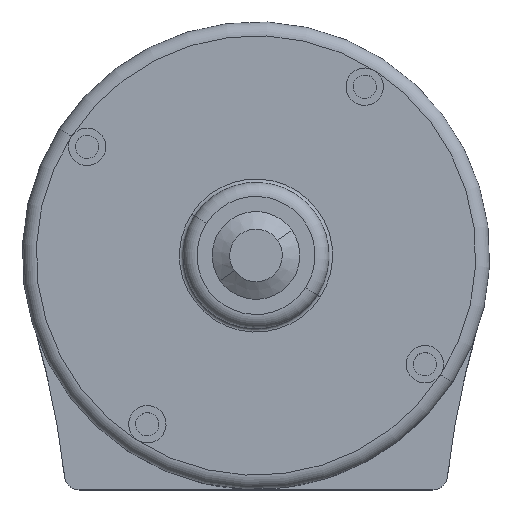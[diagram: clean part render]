
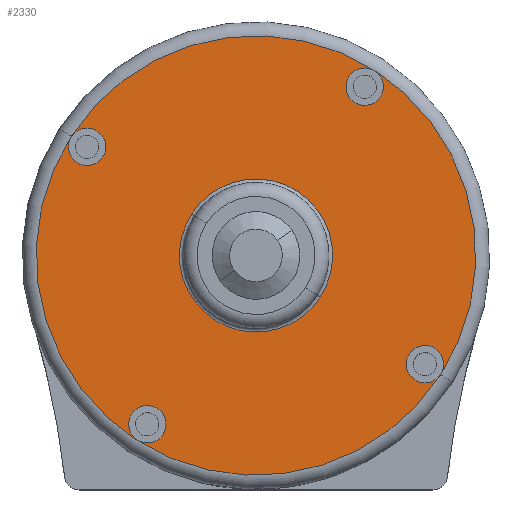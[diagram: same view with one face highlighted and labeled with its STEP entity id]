
A CAD part, top view. The second image highlights one B-rep face of the part: STEP entity #2330.
In plain terms, the highlighted face is planar.
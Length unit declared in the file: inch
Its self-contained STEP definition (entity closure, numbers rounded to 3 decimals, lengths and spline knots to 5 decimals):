
#41 = EDGE_CURVE ( 'NONE', #21763, #4435, #10366, .T. ) ;
#93 = CIRCLE ( 'NONE', #2287, 0.16 ) ;
#391 = DIRECTION ( 'NONE',  ( 0., 0., 1. ) ) ;
#436 = AXIS2_PLACEMENT_3D ( 'NONE', #22904, #4830, #1529 ) ;
#514 = CIRCLE ( 'NONE', #13652, 0.655 ) ;
#616 = CARTESIAN_POINT ( 'NONE',  ( 0.365, 0., 1.88 ) ) ;
#700 = FACE_BOUND ( 'NONE', #17489, .T. ) ;
#1108 = CARTESIAN_POINT ( 'NONE',  ( 0.365, -1.717, 0. ) ) ;
#1230 = CIRCLE ( 'NONE', #14353, 1.88 ) ;
#1260 = ORIENTED_EDGE ( 'NONE', *, *, #1632, .T. ) ;
#1529 = DIRECTION ( 'NONE',  ( 0., 0., 1. ) ) ;
#1632 = EDGE_CURVE ( 'NONE', #10990, #15334, #22957, .T. ) ;
#1695 = VERTEX_POINT ( 'NONE', #22357 ) ;
#1794 = DIRECTION ( 'NONE',  ( 0., 0., 1. ) ) ;
#1889 = CARTESIAN_POINT ( 'NONE',  ( 0.365, 0., 1.7175 ) ) ;
#2164 = ORIENTED_EDGE ( 'NONE', *, *, #41, .F. ) ;
#2287 = AXIS2_PLACEMENT_3D ( 'NONE', #7034, #19712, #3626 ) ;
#2330 = ADVANCED_FACE ( 'NONE', ( #18657, #9390, #700, #13155, #21822, #11037 ), #16556, .F. ) ;
#3221 = CARTESIAN_POINT ( 'NONE',  ( 0.365, 0., 0. ) ) ;
#3235 = AXIS2_PLACEMENT_3D ( 'NONE', #10364, #21385, #19520 ) ;
#3626 = DIRECTION ( 'NONE',  ( 0., 0., 1. ) ) ;
#3628 = CARTESIAN_POINT ( 'NONE',  ( 0.365, 0., -1.7175 ) ) ;
#3690 = CIRCLE ( 'NONE', #21686, 0.16 ) ;
#3781 = VERTEX_POINT ( 'NONE', #11217 ) ;
#3827 = AXIS2_PLACEMENT_3D ( 'NONE', #18242, #11557, #391 ) ;
#3868 = DIRECTION ( 'NONE',  ( 1., 0., 0. ) ) ;
#4060 = ORIENTED_EDGE ( 'NONE', *, *, #15706, .F. ) ;
#4435 = VERTEX_POINT ( 'NONE', #17181 ) ;
#4727 = CIRCLE ( 'NONE', #9197, 0.16 ) ;
#4771 = ORIENTED_EDGE ( 'NONE', *, *, #12106, .F. ) ;
#4830 = DIRECTION ( 'NONE',  ( -1., 0., 0. ) ) ;
#5216 = EDGE_CURVE ( 'NONE', #14363, #15685, #4727, .T. ) ;
#5336 = EDGE_CURVE ( 'NONE', #4435, #21763, #3690, .T. ) ;
#5602 = CARTESIAN_POINT ( 'NONE',  ( 0.365, 0., -0.655 ) ) ;
#6849 = CIRCLE ( 'NONE', #11732, 0.16 ) ;
#6921 = DIRECTION ( 'NONE',  ( -1., 0., 0. ) ) ;
#7034 = CARTESIAN_POINT ( 'NONE',  ( 0.365, -1.717, 0. ) ) ;
#7093 = DIRECTION ( 'NONE',  ( -1., 0., 0. ) ) ;
#7242 = AXIS2_PLACEMENT_3D ( 'NONE', #14015, #19645, #1794 ) ;
#7625 = ORIENTED_EDGE ( 'NONE', *, *, #11811, .F. ) ;
#7667 = AXIS2_PLACEMENT_3D ( 'NONE', #19958, #3868, #20314 ) ;
#7745 = ORIENTED_EDGE ( 'NONE', *, *, #12076, .T. ) ;
#8908 = DIRECTION ( 'NONE',  ( 0., 0., 1. ) ) ;
#9132 = DIRECTION ( 'NONE',  ( 0., 0., 1. ) ) ;
#9197 = AXIS2_PLACEMENT_3D ( 'NONE', #22895, #17263, #15621 ) ;
#9390 = FACE_BOUND ( 'NONE', #10390, .T. ) ;
#9880 = CIRCLE ( 'NONE', #7242, 0.655 ) ;
#9953 = VERTEX_POINT ( 'NONE', #16578 ) ;
#9965 = EDGE_LOOP ( 'NONE', ( #4060, #22249 ) ) ;
#10306 = EDGE_LOOP ( 'NONE', ( #12605, #2164 ) ) ;
#10364 = CARTESIAN_POINT ( 'NONE',  ( 0.365, 0., 1.7175 ) ) ;
#10366 = CIRCLE ( 'NONE', #3235, 0.16 ) ;
#10390 = EDGE_LOOP ( 'NONE', ( #22522, #11373 ) ) ;
#10914 = ORIENTED_EDGE ( 'NONE', *, *, #18208, .F. ) ;
#10990 = VERTEX_POINT ( 'NONE', #11005 ) ;
#11005 = CARTESIAN_POINT ( 'NONE',  ( 0.365, 0., -1.88 ) ) ;
#11011 = DIRECTION ( 'NONE',  ( -1., 0., 0. ) ) ;
#11037 = FACE_OUTER_BOUND ( 'NONE', #22118, .T. ) ;
#11217 = CARTESIAN_POINT ( 'NONE',  ( 0.365, -1.717, -0.16 ) ) ;
#11249 = CARTESIAN_POINT ( 'NONE',  ( 0.365, 0., -1.5575 ) ) ;
#11373 = ORIENTED_EDGE ( 'NONE', *, *, #12842, .F. ) ;
#11557 = DIRECTION ( 'NONE',  ( -1., 0., 0. ) ) ;
#11732 = AXIS2_PLACEMENT_3D ( 'NONE', #1108, #12032, #22583 ) ;
#11811 = EDGE_CURVE ( 'NONE', #3781, #1695, #6849, .T. ) ;
#12032 = DIRECTION ( 'NONE',  ( -1., 0., 0. ) ) ;
#12076 = EDGE_CURVE ( 'NONE', #15334, #10990, #1230, .T. ) ;
#12106 = EDGE_CURVE ( 'NONE', #1695, #3781, #93, .T. ) ;
#12349 = VERTEX_POINT ( 'NONE', #16305 ) ;
#12605 = ORIENTED_EDGE ( 'NONE', *, *, #5336, .F. ) ;
#12705 = DIRECTION ( 'NONE',  ( 0., 0., 1. ) ) ;
#12842 = EDGE_CURVE ( 'NONE', #12349, #16525, #18805, .T. ) ;
#13155 = FACE_BOUND ( 'NONE', #10306, .T. ) ;
#13268 = CIRCLE ( 'NONE', #15147, 0.16 ) ;
#13370 = CARTESIAN_POINT ( 'NONE',  ( 0.365, 1.718, 0.16 ) ) ;
#13583 = CARTESIAN_POINT ( 'NONE',  ( 0.365, 0., 1.5575 ) ) ;
#13652 = AXIS2_PLACEMENT_3D ( 'NONE', #3221, #7093, #14250 ) ;
#14015 = CARTESIAN_POINT ( 'NONE',  ( 0.365, 0., 0. ) ) ;
#14250 = DIRECTION ( 'NONE',  ( 0., 0., 1. ) ) ;
#14285 = EDGE_LOOP ( 'NONE', ( #18763, #10914 ) ) ;
#14353 = AXIS2_PLACEMENT_3D ( 'NONE', #16076, #6921, #8908 ) ;
#14363 = VERTEX_POINT ( 'NONE', #19929 ) ;
#14581 = DIRECTION ( 'NONE',  ( -1., 0., 0. ) ) ;
#14924 = DIRECTION ( 'NONE',  ( -1., 0., 0. ) ) ;
#15147 = AXIS2_PLACEMENT_3D ( 'NONE', #3628, #11011, #9132 ) ;
#15334 = VERTEX_POINT ( 'NONE', #616 ) ;
#15621 = DIRECTION ( 'NONE',  ( 0., 0., 1. ) ) ;
#15656 = VERTEX_POINT ( 'NONE', #5602 ) ;
#15685 = VERTEX_POINT ( 'NONE', #11249 ) ;
#15706 = EDGE_CURVE ( 'NONE', #15685, #14363, #13268, .T. ) ;
#16076 = CARTESIAN_POINT ( 'NONE',  ( 0.365, 0., 0. ) ) ;
#16305 = CARTESIAN_POINT ( 'NONE',  ( 0.365, 1.718, -0.16 ) ) ;
#16525 = VERTEX_POINT ( 'NONE', #13370 ) ;
#16556 = PLANE ( 'NONE',  #7667 ) ;
#16578 = CARTESIAN_POINT ( 'NONE',  ( 0.365, 0., 0.655 ) ) ;
#17181 = CARTESIAN_POINT ( 'NONE',  ( 0.365, 0., 1.8775 ) ) ;
#17263 = DIRECTION ( 'NONE',  ( -1., 0., 0. ) ) ;
#17489 = EDGE_LOOP ( 'NONE', ( #4771, #7625 ) ) ;
#17727 = AXIS2_PLACEMENT_3D ( 'NONE', #22322, #14924, #22435 ) ;
#17733 = EDGE_CURVE ( 'NONE', #16525, #12349, #18835, .T. ) ;
#18208 = EDGE_CURVE ( 'NONE', #15656, #9953, #9880, .T. ) ;
#18242 = CARTESIAN_POINT ( 'NONE',  ( 0.365, 0., 0. ) ) ;
#18657 = FACE_BOUND ( 'NONE', #9965, .T. ) ;
#18763 = ORIENTED_EDGE ( 'NONE', *, *, #20847, .F. ) ;
#18805 = CIRCLE ( 'NONE', #436, 0.16 ) ;
#18835 = CIRCLE ( 'NONE', #17727, 0.16 ) ;
#19520 = DIRECTION ( 'NONE',  ( 0., 0., 1. ) ) ;
#19645 = DIRECTION ( 'NONE',  ( -1., 0., 0. ) ) ;
#19712 = DIRECTION ( 'NONE',  ( -1., 0., 0. ) ) ;
#19929 = CARTESIAN_POINT ( 'NONE',  ( 0.365, 0., -1.8775 ) ) ;
#19958 = CARTESIAN_POINT ( 'NONE',  ( 0.365, 0.655, 0. ) ) ;
#20314 = DIRECTION ( 'NONE',  ( 0., 0., -1. ) ) ;
#20847 = EDGE_CURVE ( 'NONE', #9953, #15656, #514, .T. ) ;
#21385 = DIRECTION ( 'NONE',  ( -1., 0., 0. ) ) ;
#21686 = AXIS2_PLACEMENT_3D ( 'NONE', #1889, #14581, #12705 ) ;
#21763 = VERTEX_POINT ( 'NONE', #13583 ) ;
#21822 = FACE_BOUND ( 'NONE', #14285, .T. ) ;
#22118 = EDGE_LOOP ( 'NONE', ( #7745, #1260 ) ) ;
#22249 = ORIENTED_EDGE ( 'NONE', *, *, #5216, .F. ) ;
#22322 = CARTESIAN_POINT ( 'NONE',  ( 0.365, 1.718, 0. ) ) ;
#22357 = CARTESIAN_POINT ( 'NONE',  ( 0.365, -1.717, 0.16 ) ) ;
#22435 = DIRECTION ( 'NONE',  ( 0., 0., 1. ) ) ;
#22522 = ORIENTED_EDGE ( 'NONE', *, *, #17733, .F. ) ;
#22583 = DIRECTION ( 'NONE',  ( 0., 0., 1. ) ) ;
#22895 = CARTESIAN_POINT ( 'NONE',  ( 0.365, 0., -1.7175 ) ) ;
#22904 = CARTESIAN_POINT ( 'NONE',  ( 0.365, 1.718, 0. ) ) ;
#22957 = CIRCLE ( 'NONE', #3827, 1.88 ) ;
